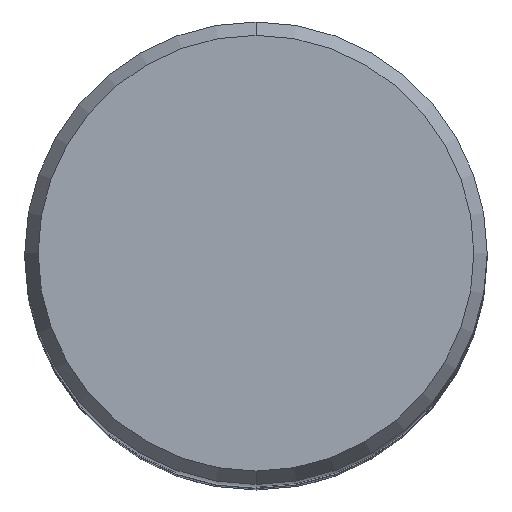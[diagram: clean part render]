
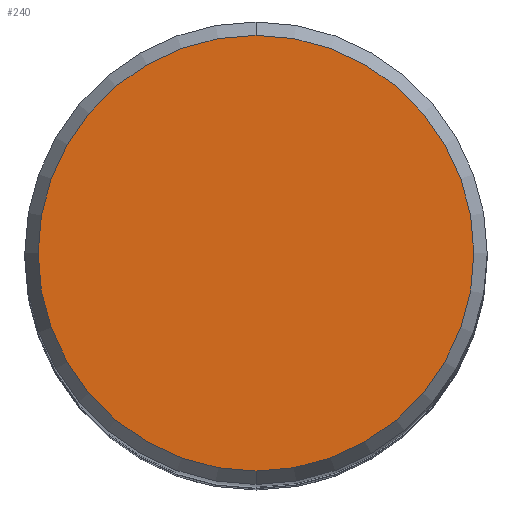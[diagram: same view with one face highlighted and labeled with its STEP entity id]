
A CAD part, top view. The second image highlights one B-rep face of the part: STEP entity #240.
In plain terms, the highlighted planar face has unit normal (0, 0, 1).
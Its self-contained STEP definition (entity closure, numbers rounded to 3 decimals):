
#122=EDGE_CURVE('',#244,#266,#300,.T.);
#240=ADVANCED_FACE('',(#435),#436,.T.);
#244=VERTEX_POINT('',#442);
#248=EDGE_CURVE('',#266,#244,#446,.T.);
#266=VERTEX_POINT('',#465);
#300=CIRCLE('',#493,7.479);
#435=FACE_OUTER_BOUND('',#665,.T.);
#436=PLANE('',#666);
#442=CARTESIAN_POINT('',(0.0,7.479,0.01));
#446=CIRCLE('',#678,7.479);
#465=CARTESIAN_POINT('',(0.,-7.479,0.01));
#493=AXIS2_PLACEMENT_3D('',#720,#721,#722);
#665=EDGE_LOOP('',(#892,#893));
#666=AXIS2_PLACEMENT_3D('',#894,#895,#896);
#678=AXIS2_PLACEMENT_3D('',#908,#909,#910);
#720=CARTESIAN_POINT('',(0.0,0.0,0.01));
#721=DIRECTION('',(0.0,0.0,-1.0));
#722=DIRECTION('',(0.0,1.0,0.0));
#892=ORIENTED_EDGE('',*,*,#122,.F.);
#893=ORIENTED_EDGE('',*,*,#248,.F.);
#894=CARTESIAN_POINT('',(0.0,3.74,0.01));
#895=DIRECTION('',(-0.0,0.0,1.0));
#896=DIRECTION('',(0.0,-1.0,0.0));
#908=CARTESIAN_POINT('',(0.0,0.0,0.01));
#909=DIRECTION('',(0.0,0.0,-1.0));
#910=DIRECTION('',(0.0,1.0,0.0));
